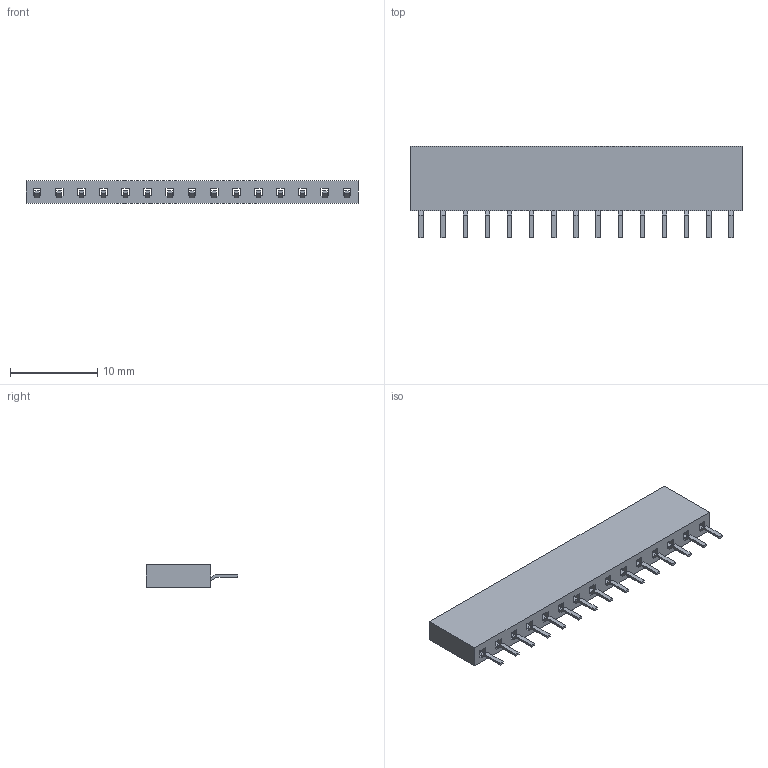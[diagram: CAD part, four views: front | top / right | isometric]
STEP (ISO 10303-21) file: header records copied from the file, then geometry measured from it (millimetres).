
FILE_DESCRIPTION(/* description */ ('STEP AP214'),/* implementation_level */ '2;1');
FILE_NAME(/* name */ 'BCS-115-L-S-TE',/* time_stamp */ '2024-08-29T11:44:36+02:00',/* author */ ('License CC BY-ND 4.0'),/* organization */ ('CADENAS'),/* preprocessor_version */ 'ST-DEVELOPER v19.3',/* originating_system */ 'PARTsolutions',/* authorisation */ ' ');
FILE_SCHEMA (('AUTOMOTIVE_DESIGN {1 0 10303 214 3 1 1}'));
Length unit declared in the file: inch
Products named in the file (4): BCS-115-L-S-TE; BCS-115-S-TE_socket; C-95-01-15-L-S-TE; C-95-01-15-L-S-TE2
Assembly tree (3 placements, depth 2):
  BCS-115-L-S-TE
    BCS-115-S-TE_socket
    C-95-01-15-L-S-TE
    C-95-01-15-L-S-TE2
Bounding box: 38.1 x 10.46 x 2.54 mm (x, y, z)
Surface area: 2437.2 mm2
Topology: 3 solids, 3 shells, 558 faces, 1686 edges, 1104 vertices
Faces by surface type: plane 558
Entity records: 18715 total; most frequent: ORIENTED_EDGE 3372, CARTESIAN_POINT 3352, DIRECTION 2810, EDGE_CURVE 1686, LINE 1686, VECTOR 1686, VERTEX_POINT 1104, EDGE_LOOP 618
